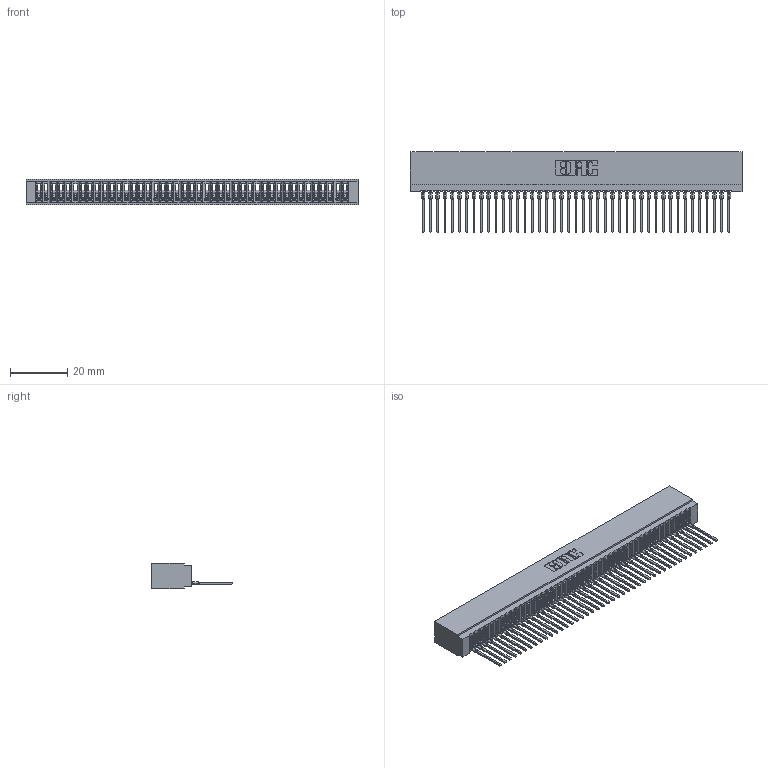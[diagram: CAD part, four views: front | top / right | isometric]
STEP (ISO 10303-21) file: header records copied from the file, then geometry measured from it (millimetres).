
FILE_DESCRIPTION (( 'STEP AP203' ), '1' );
FILE_NAME ('725-043-545-101.STEP', '2026-03-05T22:47:23', ( '' ), ( '' ), 'SwSTEP 2.0', 'SolidWorks 2023', '' );
FILE_SCHEMA (( 'CONFIG_CONTROL_DESIGN' ));
Length unit declared in the file: millimetre
Products named in the file (3): 725 Part_Insulator Option - 01; 745-292-001_545; 725-043-545-101
Assembly tree (44 placements, depth 2):
  725-043-545-101
    725 Part_Insulator Option - 01
    745-292-001_545  x43
Bounding box: 115.82 x 28.21 x 8.89 mm (x, y, z)
Volume: 8909.8 mm3; surface area: 17797.3 mm2
Topology: 44 solids, 44 shells, 4911 faces, 13498 edges, 8510 vertices
Faces by surface type: plane 2936, bspline 860, cylinder 857, torus 258
Entity records: 70843 total; most frequent: CARTESIAN_POINT 12984, ORIENTED_EDGE 12464, DIRECTION 10804, EDGE_CURVE 6232, VECTOR 5792, LINE 5792, VERTEX_POINT 3974, AXIS2_PLACEMENT_3D 2506
